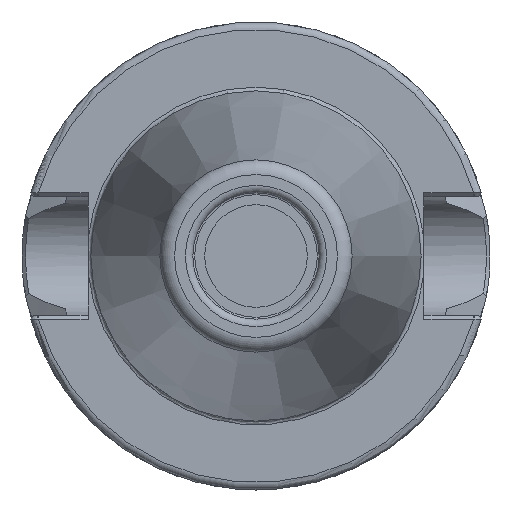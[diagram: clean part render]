
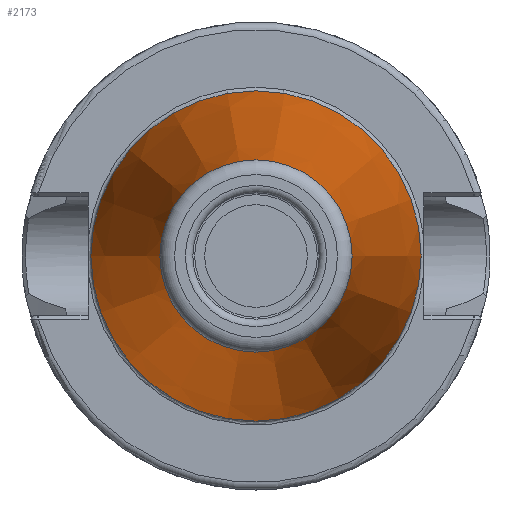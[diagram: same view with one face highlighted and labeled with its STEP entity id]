
A CAD part, left-side view. The second image highlights one B-rep face of the part: STEP entity #2173.
In plain terms, the highlighted conical face has half-angle 8.297 degrees and reference radius 17.581 mm.
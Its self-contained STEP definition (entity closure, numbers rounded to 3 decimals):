
#57=CONICAL_SURFACE('',#2446,17.581,0.145);
#272=FACE_OUTER_BOUND('',#392,.T.);
#392=EDGE_LOOP('',(#1999,#2000,#2001,#2002,#2003,#2004,#2005));
#514=LINE('',#4414,#631);
#631=VECTOR('',#3075,17.581);
#781=CIRCLE('',#2442,12.937);
#782=CIRCLE('',#2443,12.937);
#783=CIRCLE('',#2444,12.937);
#785=CIRCLE('',#2447,22.225);
#786=CIRCLE('',#2448,22.225);
#1015=VERTEX_POINT('',#4402);
#1016=VERTEX_POINT('',#4403);
#1017=VERTEX_POINT('',#4405);
#1018=VERTEX_POINT('',#4410);
#1019=VERTEX_POINT('',#4411);
#1348=EDGE_CURVE('',#1015,#1016,#781,.T.);
#1349=EDGE_CURVE('',#1017,#1015,#782,.T.);
#1350=EDGE_CURVE('',#1016,#1017,#783,.T.);
#1352=EDGE_CURVE('',#1018,#1019,#785,.T.);
#1353=EDGE_CURVE('',#1019,#1018,#786,.T.);
#1354=EDGE_CURVE('',#1019,#1017,#514,.T.);
#1999=ORIENTED_EDGE('',*,*,#1352,.F.);
#2000=ORIENTED_EDGE('',*,*,#1353,.F.);
#2001=ORIENTED_EDGE('',*,*,#1354,.T.);
#2002=ORIENTED_EDGE('',*,*,#1349,.T.);
#2003=ORIENTED_EDGE('',*,*,#1348,.T.);
#2004=ORIENTED_EDGE('',*,*,#1350,.T.);
#2005=ORIENTED_EDGE('',*,*,#1354,.F.);
#2173=ADVANCED_FACE('',(#272),#57,.T.);
#2442=AXIS2_PLACEMENT_3D('',#4404,#3061,#3062);
#2443=AXIS2_PLACEMENT_3D('',#4406,#3063,#3064);
#2444=AXIS2_PLACEMENT_3D('',#4407,#3065,#3066);
#2446=AXIS2_PLACEMENT_3D('',#4409,#3069,#3070);
#2447=AXIS2_PLACEMENT_3D('',#4412,#3071,#3072);
#2448=AXIS2_PLACEMENT_3D('',#4413,#3073,#3074);
#3061=DIRECTION('center_axis',(1.,0.,0.));
#3062=DIRECTION('ref_axis',(0.,0.,-1.));
#3063=DIRECTION('center_axis',(1.,0.,0.));
#3064=DIRECTION('ref_axis',(0.,0.,-1.));
#3065=DIRECTION('center_axis',(1.,0.,0.));
#3066=DIRECTION('ref_axis',(0.,0.,-1.));
#3069=DIRECTION('center_axis',(1.,0.,0.));
#3070=DIRECTION('ref_axis',(0.,1.,0.));
#3071=DIRECTION('center_axis',(1.,0.,0.));
#3072=DIRECTION('ref_axis',(0.,0.,-1.));
#3073=DIRECTION('center_axis',(1.,0.,0.));
#3074=DIRECTION('ref_axis',(0.,0.,-1.));
#3075=DIRECTION('',(-0.99,0.144,0.));
#4402=CARTESIAN_POINT('',(-63.689,12.937,0.));
#4403=CARTESIAN_POINT('',(-63.689,0.,12.937));
#4404=CARTESIAN_POINT('Origin',(-63.689,0.,
0.));
#4405=CARTESIAN_POINT('',(-63.689,-12.937,0.));
#4406=CARTESIAN_POINT('Origin',(-63.689,0.,
0.));
#4407=CARTESIAN_POINT('Origin',(-63.689,0.,
0.));
#4409=CARTESIAN_POINT('Origin',(-31.844,0.,
0.));
#4410=CARTESIAN_POINT('',(0.,22.225,0.));
#4411=CARTESIAN_POINT('',(0.,-22.225,0.));
#4412=CARTESIAN_POINT('Origin',(0.,0.,
0.));
#4413=CARTESIAN_POINT('Origin',(0.,0.,
0.));
#4414=CARTESIAN_POINT('',(-31.844,-17.581,0.));
